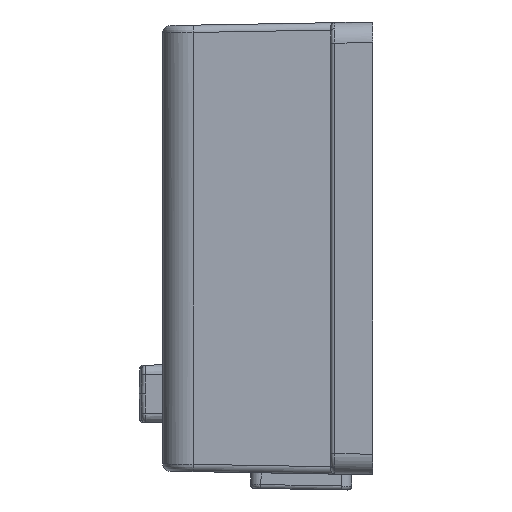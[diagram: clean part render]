
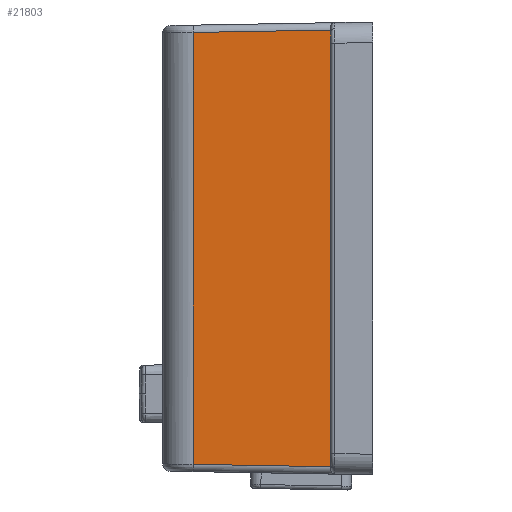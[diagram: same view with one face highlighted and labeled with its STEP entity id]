
A CAD part, left-side view. The second image highlights one B-rep face of the part: STEP entity #21803.
In plain terms, the highlighted planar face has unit normal (-1, 0.018, 0).
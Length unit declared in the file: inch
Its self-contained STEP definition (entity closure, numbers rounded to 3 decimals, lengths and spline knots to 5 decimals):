
#11848 = CARTESIAN_POINT ( 'NONE',  ( -1.775, 0., -0.96614 ) ) ;
#11849 = DIRECTION ( 'NONE',  ( 0.017, 1., 0.017 ) ) ;
#11850 = VECTOR ( 'NONE', #11849, 39.37008 ) ;
#11851 = CARTESIAN_POINT ( 'NONE',  ( -1.77471, 0.01685, -0.96585 ) ) ;
#11852 = LINE ( 'NONE', #11851, #11850 ) ;
#11905 = CARTESIAN_POINT ( 'NONE',  ( -1.77221, 0.16, -0.96335 ) ) ;
#12610 = CARTESIAN_POINT ( 'NONE',  ( -1.775, 0., 0.64961 ) ) ;
#12662 = CARTESIAN_POINT ( 'NONE',  ( -1.77221, 0.16, 0.64681 ) ) ;
#12663 = DIRECTION ( 'NONE',  ( -0.017, -1., 0.017 ) ) ;
#12664 = VECTOR ( 'NONE', #12663, 39.37008 ) ;
#12665 = CARTESIAN_POINT ( 'NONE',  ( -1.7748, 0.01133, 0.64941 ) ) ;
#12666 = LINE ( 'NONE', #12665, #12664 ) ;
#12710 = CARTESIAN_POINT ( 'NONE',  ( -1.775, 0., -0.9972 ) ) ;
#12711 = DIRECTION ( 'NONE',  ( 0., 0., 1. ) ) ;
#12712 = VECTOR ( 'NONE', #12711, 39.37008 ) ;
#12713 = CARTESIAN_POINT ( 'NONE',  ( -1.775, 0., 0. ) ) ;
#12714 = LINE ( 'NONE', #12713, #12712 ) ;
#12716 = PLANE ( 'NONE',  #12755 ) ;
#12717 = FACE_OUTER_BOUND ( 'NONE', #21804, .T. ) ;
#12738 = LINE ( 'NONE', #12790, #12789 ) ;
#12748 = DIRECTION ( 'NONE',  ( 0., 0., 1. ) ) ;
#12749 = VECTOR ( 'NONE', #12748, 39.37008 ) ;
#12750 = CARTESIAN_POINT ( 'NONE',  ( -1.77221, 0.16, 0. ) ) ;
#12751 = LINE ( 'NONE', #12750, #12749 ) ;
#12752 = DIRECTION ( 'NONE',  ( -0.017, -1., 0. ) ) ;
#12753 = DIRECTION ( 'NONE',  ( -1., 0.017, 0. ) ) ;
#12754 = CARTESIAN_POINT ( 'NONE',  ( -1.775, 0., 0. ) ) ;
#12755 = AXIS2_PLACEMENT_3D ( 'NONE', #12754, #12753, #12752 ) ;
#12787 = CARTESIAN_POINT ( 'NONE',  ( -1.775, 0., 0.68067 ) ) ;
#12788 = DIRECTION ( 'NONE',  ( 0., 0., 1. ) ) ;
#12789 = VECTOR ( 'NONE', #12788, 39.37008 ) ;
#12790 = CARTESIAN_POINT ( 'NONE',  ( -1.775, 0., 0. ) ) ;
#12825 = DIRECTION ( 'NONE',  ( 0.017, 1., -0.017 ) ) ;
#12826 = VECTOR ( 'NONE', #12825, 39.37008 ) ;
#12827 = CARTESIAN_POINT ( 'NONE',  ( -1.77479, 0.01187, 0.68046 ) ) ;
#12828 = LINE ( 'NONE', #12827, #12826 ) ;
#12877 = DIRECTION ( 'NONE',  ( -0.017, -1., -0.017 ) ) ;
#12878 = VECTOR ( 'NONE', #12877, 39.37008 ) ;
#12879 = CARTESIAN_POINT ( 'NONE',  ( -1.7747, 0.0174, -0.9969 ) ) ;
#12880 = LINE ( 'NONE', #12879, #12878 ) ;
#12881 = CARTESIAN_POINT ( 'NONE',  ( -1.763, 0.68763, -0.9852 ) ) ;
#12882 = DIRECTION ( 'NONE',  ( 0., 0., -1. ) ) ;
#12883 = VECTOR ( 'NONE', #12882, 39.37008 ) ;
#12884 = CARTESIAN_POINT ( 'NONE',  ( -1.763, 0.68763, -1.01117 ) ) ;
#12885 = LINE ( 'NONE', #12884, #12883 ) ;
#12886 = CARTESIAN_POINT ( 'NONE',  ( -1.763, 0.68763, 0.66866 ) ) ;
#21315 = EDGE_CURVE ( 'NONE', #21316, #21341, #11852, .T. ) ;
#21316 = VERTEX_POINT ( 'NONE', #11848 ) ;
#21341 = VERTEX_POINT ( 'NONE', #11905 ) ;
#21749 = VERTEX_POINT ( 'NONE', #12610 ) ;
#21751 = EDGE_CURVE ( 'NONE', #21752, #21749, #12666, .T. ) ;
#21752 = VERTEX_POINT ( 'NONE', #12662 ) ;
#21786 = EDGE_CURVE ( 'NONE', #21787, #21316, #12714, .T. ) ;
#21787 = VERTEX_POINT ( 'NONE', #12710 ) ;
#21803 = ADVANCED_FACE ( 'NONE', ( #12717 ), #12716, .T. ) ;
#21804 = EDGE_LOOP ( 'NONE', ( #21805, #21806, #21807, #21809, #21870, #21871, #21874, #21877 ) ) ;
#21805 = ORIENTED_EDGE ( 'NONE', *, *, #21786, .T. ) ;
#21806 = ORIENTED_EDGE ( 'NONE', *, *, #21315, .T. ) ;
#21807 = ORIENTED_EDGE ( 'NONE', *, *, #21808, .T. ) ;
#21808 = EDGE_CURVE ( 'NONE', #21341, #21752, #12751, .T. ) ;
#21809 = ORIENTED_EDGE ( 'NONE', *, *, #21751, .T. ) ;
#21817 = EDGE_CURVE ( 'NONE', #21749, #21818, #12738, .T. ) ;
#21818 = VERTEX_POINT ( 'NONE', #12787 ) ;
#21870 = ORIENTED_EDGE ( 'NONE', *, *, #21817, .T. ) ;
#21871 = ORIENTED_EDGE ( 'NONE', *, *, #21872, .T. ) ;
#21872 = EDGE_CURVE ( 'NONE', #21818, #21873, #12828, .T. ) ;
#21873 = VERTEX_POINT ( 'NONE', #12886 ) ;
#21874 = ORIENTED_EDGE ( 'NONE', *, *, #21875, .T. ) ;
#21875 = EDGE_CURVE ( 'NONE', #21873, #21876, #12885, .T. ) ;
#21876 = VERTEX_POINT ( 'NONE', #12881 ) ;
#21877 = ORIENTED_EDGE ( 'NONE', *, *, #21878, .T. ) ;
#21878 = EDGE_CURVE ( 'NONE', #21876, #21787, #12880, .T. ) ;
